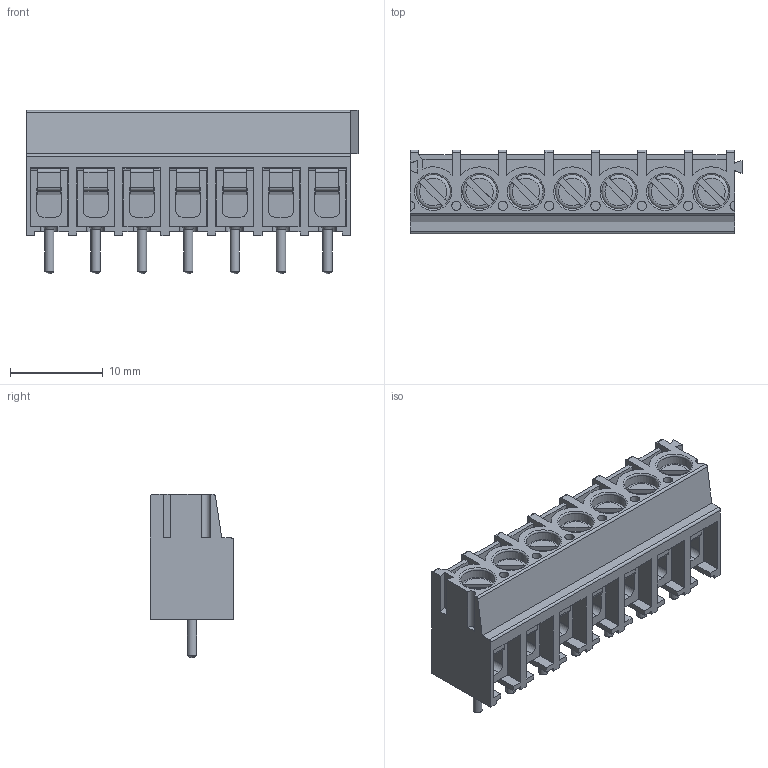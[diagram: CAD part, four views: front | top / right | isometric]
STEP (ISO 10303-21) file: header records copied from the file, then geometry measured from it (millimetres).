
FILE_DESCRIPTION(('STEP AP214'), '1');
FILE_NAME('DG302', '2019-10-01T20:08:34', ('AF'), (''), 'UNSPECIFIED', 'UNSPECIFIED', '');
FILE_SCHEMA(('AUTOMOTIVE_DESIGN { 1 0 10303 214 3 1 1}'));
Length unit declared in the file: millimetre
Assembly tree (21 placements, depth 2):
  (unnamed)
    (unnamed)  x7
    (unnamed)  x7
    (unnamed)  x7
Bounding box: 35.8 x 9 x 17.6 mm (x, y, z)
Volume: 2449.6 mm3; surface area: 6436.1 mm2
Topology: 22 solids, 22 shells, 751 faces, 1891 edges, 1190 vertices
Faces by surface type: plane 544, cylinder 158, cone 21, torus 21, sphere 7
Full cylindrical faces by diameter (mm): 1 x13, 2.3 x7, 2.5 x7, 3 x14, 3.05 x7, 3.8 x7, 4 x7
Entity records: 13454 total; most frequent: CARTESIAN_POINT 1972, DIRECTION 1678, ORIENTED_EDGE 1676, EDGE_CURVE 838, LINE 692, VECTOR 692, VERTEX_POINT 570, AXIS2_PLACEMENT_3D 493
